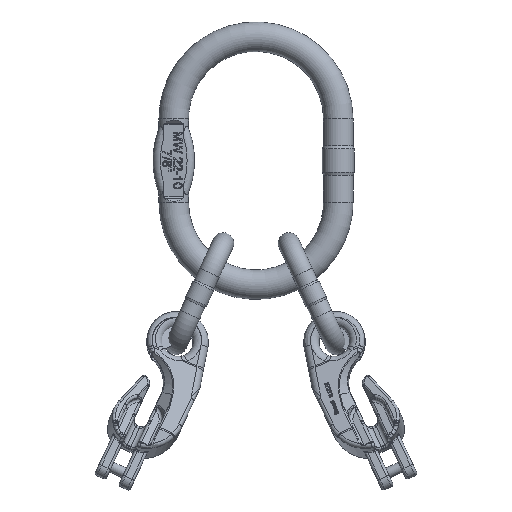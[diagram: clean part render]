
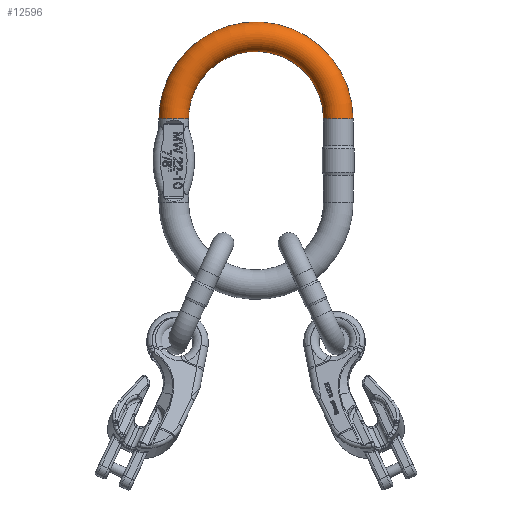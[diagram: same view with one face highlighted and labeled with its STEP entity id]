
A CAD part, top view. The second image highlights one B-rep face of the part: STEP entity #12596.
In plain terms, the highlighted toroidal (fillet/blend) face has major radius 64 mm and minor radius 11.5 mm.
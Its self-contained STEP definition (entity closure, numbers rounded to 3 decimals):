
#687=TOROIDAL_SURFACE('',#39847,64.,11.5);
#12596=ADVANCED_FACE('',(#14889,#14890),#687,.T.);
#14889=FACE_BOUND('',#15601,.T.);
#14890=FACE_BOUND('',#15602,.T.);
#15601=EDGE_LOOP('',(#20027));
#15602=EDGE_LOOP('',(#20028));
#20027=ORIENTED_EDGE('',*,*,#33735,.T.);
#20028=ORIENTED_EDGE('',*,*,#33732,.F.);
#29734=VERTEX_POINT('',#58375);
#29737=VERTEX_POINT('',#58383);
#33732=EDGE_CURVE('',#29734,#29734,#38356,.T.);
#33735=EDGE_CURVE('',#29737,#29737,#38359,.T.);
#38356=CIRCLE('',#39841,11.5);
#38359=CIRCLE('',#39846,11.5);
#39841=AXIS2_PLACEMENT_3D('',#58374,#43927,#43928);
#39846=AXIS2_PLACEMENT_3D('',#58382,#43937,#43938);
#39847=AXIS2_PLACEMENT_3D('',#58384,#43939,#43940);
#43927=DIRECTION('',(0.,-1.,0.));
#43928=DIRECTION('',(1.,0.,0.));
#43937=DIRECTION('',(0.,1.,0.));
#43938=DIRECTION('',(-1.,0.,0.));
#43939=DIRECTION('',(0.,0.,1.));
#43940=DIRECTION('',(1.,0.,0.));
#58374=CARTESIAN_POINT('',(-64.,35.5,0.));
#58375=CARTESIAN_POINT('',(-52.5,35.5,0.));
#58382=CARTESIAN_POINT('',(64.,35.5,0.));
#58383=CARTESIAN_POINT('',(52.5,35.5,0.));
#58384=CARTESIAN_POINT('',(0.,35.5,0.));
